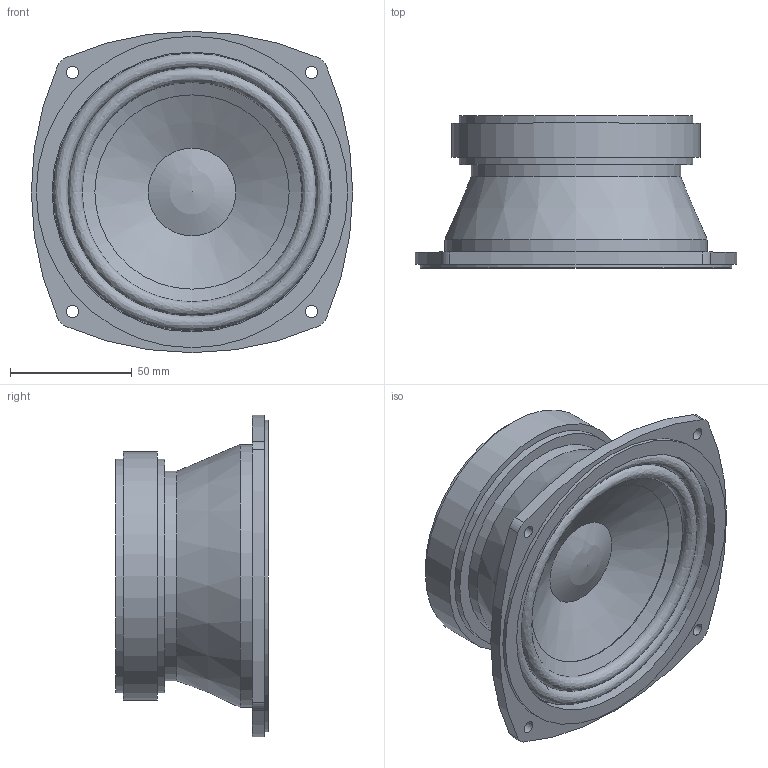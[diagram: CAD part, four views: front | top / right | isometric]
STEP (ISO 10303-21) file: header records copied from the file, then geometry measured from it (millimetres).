
FILE_DESCRIPTION(('FreeCAD Model'),'2;1');
FILE_NAME('Sica_5_F_1.5_CP.step','2020-04-03T19:10:14',('Author'),(''), 'Open CASCADE STEP processor 6.8','FreeCAD','Unknown');
FILE_SCHEMA(('AUTOMOTIVE_DESIGN_CC2 { 1 2 10303 214 -1 1 5 4 }'));
Length unit declared in the file: millimetre
Products named in the file (1): Sica_5_F_1.5_CP
Bounding box: 132 x 62.5 x 132 mm (x, y, z)
Volume: 423848.9 mm3; surface area: 57992.3 mm2
Topology: 1 solids, 1 shells, 35 faces, 74 edges, 48 vertices
Faces by surface type: cylinder 19, plane 9, cone 4, revolution 2, sphere 1
Full cylindrical faces by diameter (mm): 5 x4, 86 x1, 96 x2, 102 x1, 108 x1, 115 x1, 128 x1
Entity records: 2066 total; most frequent: CARTESIAN_POINT 527, DIRECTION 306, ORIENTED_EDGE 146, PCURVE 146, DEFINITIONAL_REPRESENTATION 146, LINE 127, VECTOR 127, AXIS2_PLACEMENT_3D 86
